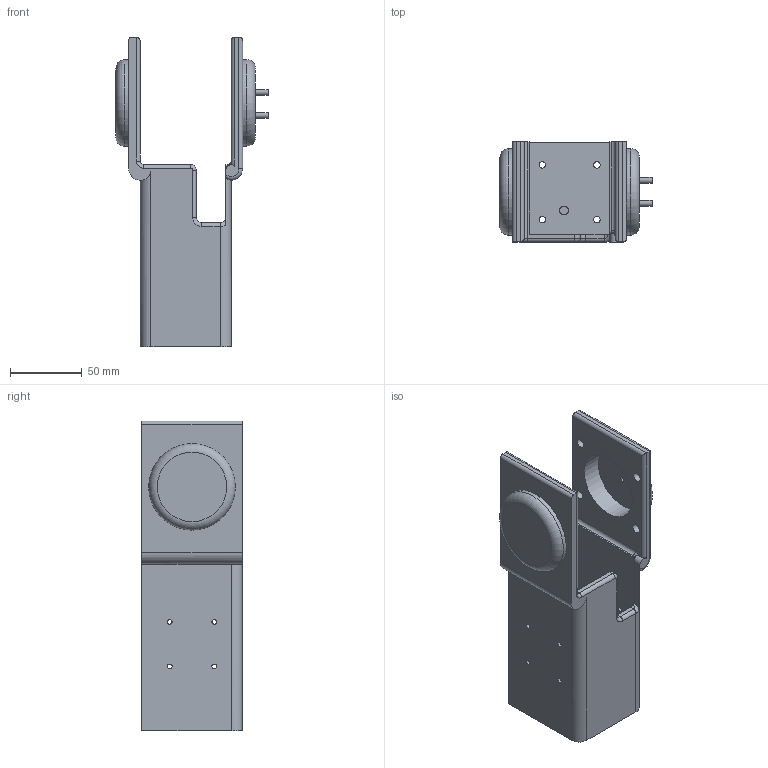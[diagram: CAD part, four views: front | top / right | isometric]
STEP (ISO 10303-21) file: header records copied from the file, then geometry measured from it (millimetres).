
FILE_DESCRIPTION(/* description */ ('STEP AP242','CAx-IF Rec.Pracs.---Representation and Presentation of Product Manufacturing Information (PMI)---4.0---2014-10-13','CAx-IF Rec.Pracs.---3D Tessellated Geometry---0.4---2014-09-14','2;1','CAx-IF Rec.Pracs.---User Defined Attributes---1.5---2016-08-15'),/* implementation_level */ '2;1');
FILE_NAME(/* name */ '69112b1abef6f3e6e8224ed7',/* time_stamp */ '2025-11-10T00:00:26Z',/* author */ (''),/* organization */ (''),/* preprocessor_version */ 'ST-DEVELOPER v20',/* originating_system */ 'ONSHAPE BY PTC INC, 1.206',/* authorisation */ ' ');
FILE_SCHEMA (('AP242_MANAGED_MODEL_BASED_3D_ENGINEERING_MIM_LF { 1 0 10303 442 1 1 4 }'));
Length unit declared in the file: metre
Products named in the file (1): Part 1
Bounding box: 106.1 x 69.85 x 215.9 mm (x, y, z)
Volume: 218622.6 mm3; surface area: 92853.1 mm2
Topology: 1 solids, 1 shells, 96 faces, 242 edges, 161 vertices
Faces by surface type: cylinder 52, plane 35, torus 8, bspline 1
Full cylindrical faces by diameter (mm): 1.6 x4, 3 x1, 3.3 x8, 4.064 x4, 4.5 x4, 6.23 x5, 16.867 x1, 47.244 x2, 60.325 x2
Entity records: 2776 total; most frequent: CARTESIAN_POINT 517, DIRECTION 481, ORIENTED_EDGE 390, AXIS2_PLACEMENT_3D 203, EDGE_CURVE 195, EDGE_LOOP 178, FACE_BOUND 178, VERTEX_POINT 147
